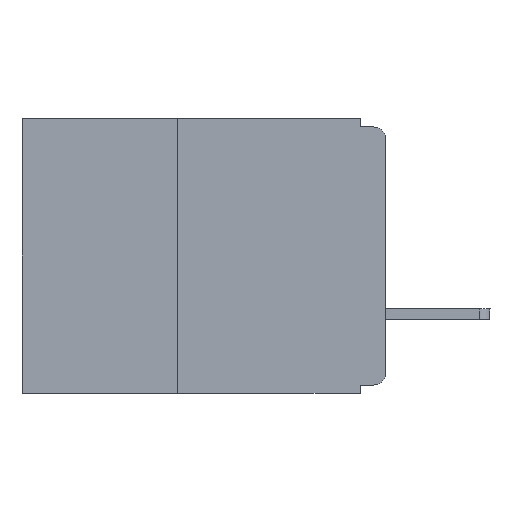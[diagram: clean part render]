
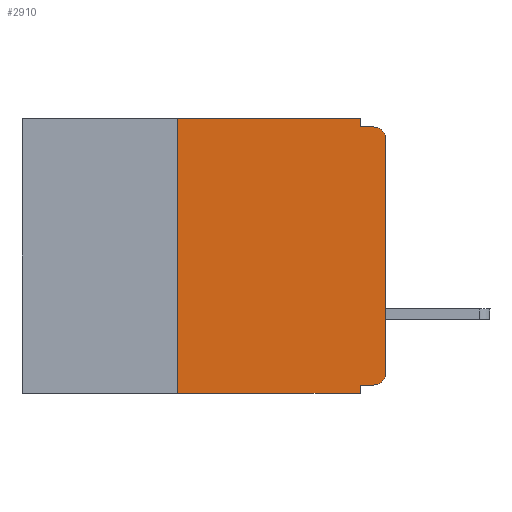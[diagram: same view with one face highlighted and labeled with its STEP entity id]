
A CAD part, left-side view. The second image highlights one B-rep face of the part: STEP entity #2910.
In plain terms, the highlighted planar face has unit normal (-1, 0, 0).
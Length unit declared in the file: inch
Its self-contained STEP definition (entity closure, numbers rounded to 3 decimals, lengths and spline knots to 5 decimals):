
#98 = CARTESIAN_POINT ( 'NONE',  ( 0., 0.015, -0.01 ) ) ;
#406 = VECTOR ( 'NONE', #12078, 39.37008 ) ;
#553 = CARTESIAN_POINT ( 'NONE',  ( 0., 0., -0.305 ) ) ;
#716 = ORIENTED_EDGE ( 'NONE', *, *, #2969, .T. ) ;
#1042 = CARTESIAN_POINT ( 'NONE',  ( 0., 0.25, -0.33 ) ) ;
#1124 = VERTEX_POINT ( 'NONE', #4860 ) ;
#1149 = DIRECTION ( 'NONE',  ( 0., 0., -1. ) ) ;
#1219 = ORIENTED_EDGE ( 'NONE', *, *, #14795, .F. ) ;
#1818 = CARTESIAN_POINT ( 'NONE',  ( 0., 0.015, -0.025 ) ) ;
#1827 = EDGE_CURVE ( 'NONE', #1124, #7194, #6559, .T. ) ;
#1992 = DIRECTION ( 'NONE',  ( 0., 0., -1. ) ) ;
#2151 = DIRECTION ( 'NONE',  ( -1., 0., 0. ) ) ;
#2337 = DIRECTION ( 'NONE',  ( 0., 0., 1. ) ) ;
#2352 = DIRECTION ( 'NONE',  ( 0., 0., -1. ) ) ;
#2365 = VERTEX_POINT ( 'NONE', #14208 ) ;
#2391 = DIRECTION ( 'NONE',  ( 0., -1., 0. ) ) ;
#2425 = ORIENTED_EDGE ( 'NONE', *, *, #14934, .F. ) ;
#2687 = FACE_OUTER_BOUND ( 'NONE', #11874, .T. ) ;
#2910 = ADVANCED_FACE ( 'NONE', ( #2687 ), #7897, .F. ) ;
#2969 = EDGE_CURVE ( 'NONE', #7874, #7194, #9340, .T. ) ;
#3066 = DIRECTION ( 'NONE',  ( 0., 0., -1. ) ) ;
#3192 = CARTESIAN_POINT ( 'NONE',  ( 0., 0.031, -0.33 ) ) ;
#3401 = LINE ( 'NONE', #3559, #5392 ) ;
#3559 = CARTESIAN_POINT ( 'NONE',  ( 0., 0., 0. ) ) ;
#3659 = LINE ( 'NONE', #1042, #11819 ) ;
#4136 = ORIENTED_EDGE ( 'NONE', *, *, #13812, .F. ) ;
#4153 = VERTEX_POINT ( 'NONE', #553 ) ;
#4274 = CARTESIAN_POINT ( 'NONE',  ( 0., 0.031, -0.33 ) ) ;
#4495 = VERTEX_POINT ( 'NONE', #98 ) ;
#4860 = CARTESIAN_POINT ( 'NONE',  ( 0., 0.031, -0.32 ) ) ;
#4892 = CARTESIAN_POINT ( 'NONE',  ( 0., 0.25, -0.33 ) ) ;
#4972 = ORIENTED_EDGE ( 'NONE', *, *, #11581, .T. ) ;
#5135 = VECTOR ( 'NONE', #1149, 39.37008 ) ;
#5303 = VECTOR ( 'NONE', #2391, 39.37008 ) ;
#5392 = VECTOR ( 'NONE', #2337, 39.37008 ) ;
#5465 = CARTESIAN_POINT ( 'NONE',  ( 0., 0.437, -0.33 ) ) ;
#5788 = CARTESIAN_POINT ( 'NONE',  ( 0., 0.031, 0. ) ) ;
#6556 = VERTEX_POINT ( 'NONE', #14388 ) ;
#6559 = LINE ( 'NONE', #4274, #11022 ) ;
#6597 = ORIENTED_EDGE ( 'NONE', *, *, #13064, .F. ) ;
#6828 = EDGE_CURVE ( 'NONE', #11912, #4495, #14454, .T. ) ;
#7065 = ORIENTED_EDGE ( 'NONE', *, *, #1827, .F. ) ;
#7172 = LINE ( 'NONE', #14182, #5135 ) ;
#7194 = VERTEX_POINT ( 'NONE', #3192 ) ;
#7874 = VERTEX_POINT ( 'NONE', #4892 ) ;
#7897 = PLANE ( 'NONE',  #12963 ) ;
#8148 = AXIS2_PLACEMENT_3D ( 'NONE', #9419, #2151, #2352 ) ;
#8218 = EDGE_CURVE ( 'NONE', #11984, #2365, #7172, .T. ) ;
#8428 = AXIS2_PLACEMENT_3D ( 'NONE', #1818, #12472, #3066 ) ;
#8960 = ORIENTED_EDGE ( 'NONE', *, *, #8218, .F. ) ;
#9246 = DIRECTION ( 'NONE',  ( 0., 0., 1. ) ) ;
#9340 = LINE ( 'NONE', #5465, #11749 ) ;
#9419 = CARTESIAN_POINT ( 'NONE',  ( 0., 0.015, -0.305 ) ) ;
#9799 = EDGE_CURVE ( 'NONE', #13024, #4153, #12517, .T. ) ;
#9979 = CARTESIAN_POINT ( 'NONE',  ( 0., 0.015, -0.32 ) ) ;
#10199 = DIRECTION ( 'NONE',  ( 1., 0., 0. ) ) ;
#10566 = LINE ( 'NONE', #14225, #11675 ) ;
#10950 = LINE ( 'NONE', #11965, #406 ) ;
#11022 = VECTOR ( 'NONE', #14332, 39.37008 ) ;
#11259 = LINE ( 'NONE', #11688, #5303 ) ;
#11581 = EDGE_CURVE ( 'NONE', #4153, #11912, #3401, .T. ) ;
#11675 = VECTOR ( 'NONE', #15427, 39.37008 ) ;
#11688 = CARTESIAN_POINT ( 'NONE',  ( 0., 0., -0.01 ) ) ;
#11749 = VECTOR ( 'NONE', #13714, 39.37008 ) ;
#11819 = VECTOR ( 'NONE', #9246, 39.37008 ) ;
#11874 = EDGE_LOOP ( 'NONE', ( #4972, #13434, #2425, #8960, #6597, #1219, #716, #7065, #4136, #12887 ) ) ;
#11912 = VERTEX_POINT ( 'NONE', #15351 ) ;
#11965 = CARTESIAN_POINT ( 'NONE',  ( 0., 0.437, 0. ) ) ;
#11984 = VERTEX_POINT ( 'NONE', #5788 ) ;
#12078 = DIRECTION ( 'NONE',  ( 0., -1., 0. ) ) ;
#12472 = DIRECTION ( 'NONE',  ( -1., 0., 0. ) ) ;
#12517 = CIRCLE ( 'NONE', #8148, 0.015 ) ;
#12887 = ORIENTED_EDGE ( 'NONE', *, *, #9799, .T. ) ;
#12963 = AXIS2_PLACEMENT_3D ( 'NONE', #14970, #10199, #1992 ) ;
#13024 = VERTEX_POINT ( 'NONE', #9979 ) ;
#13064 = EDGE_CURVE ( 'NONE', #6556, #11984, #10950, .T. ) ;
#13434 = ORIENTED_EDGE ( 'NONE', *, *, #6828, .T. ) ;
#13714 = DIRECTION ( 'NONE',  ( 0., -1., 0. ) ) ;
#13812 = EDGE_CURVE ( 'NONE', #13024, #1124, #10566, .T. ) ;
#14182 = CARTESIAN_POINT ( 'NONE',  ( 0., 0.031, 0. ) ) ;
#14208 = CARTESIAN_POINT ( 'NONE',  ( 0., 0.031, -0.01 ) ) ;
#14225 = CARTESIAN_POINT ( 'NONE',  ( 0., 0., -0.32 ) ) ;
#14332 = DIRECTION ( 'NONE',  ( 0., 0., -1. ) ) ;
#14388 = CARTESIAN_POINT ( 'NONE',  ( 0., 0.25, 0. ) ) ;
#14454 = CIRCLE ( 'NONE', #8428, 0.015 ) ;
#14795 = EDGE_CURVE ( 'NONE', #7874, #6556, #3659, .T. ) ;
#14934 = EDGE_CURVE ( 'NONE', #2365, #4495, #11259, .T. ) ;
#14970 = CARTESIAN_POINT ( 'NONE',  ( 0., 0.437, 0. ) ) ;
#15351 = CARTESIAN_POINT ( 'NONE',  ( 0., 0., -0.025 ) ) ;
#15427 = DIRECTION ( 'NONE',  ( 0., 1., 0. ) ) ;
